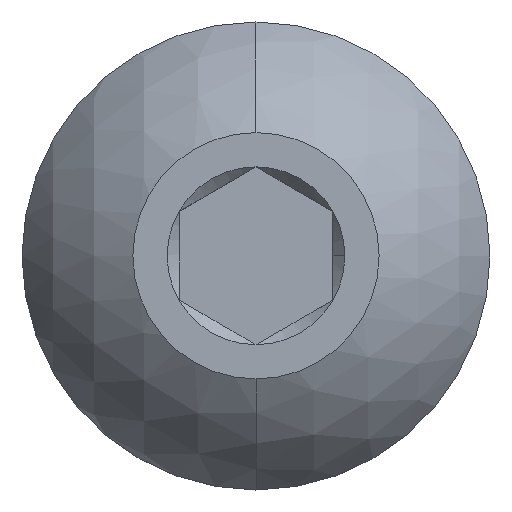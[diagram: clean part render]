
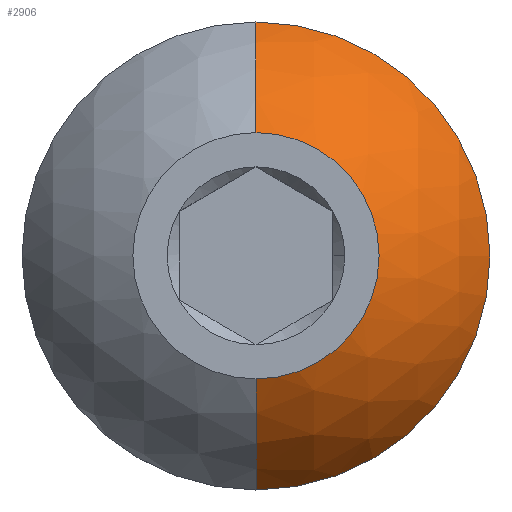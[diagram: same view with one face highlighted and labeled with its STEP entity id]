
A CAD part, top view. The second image highlights one B-rep face of the part: STEP entity #2906.
In plain terms, the highlighted spherical face has radius 4.229 mm.
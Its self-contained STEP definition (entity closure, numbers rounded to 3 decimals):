
#249 = CARTESIAN_POINT ( 'NONE',  ( 3.8, 0., -1.87 ) ) ;
#263 = CARTESIAN_POINT ( 'NONE',  ( 0., 0., -3.726 ) ) ;
#264 = DIRECTION ( 'NONE',  ( 1., 0., 0. ) ) ;
#390 = ORIENTED_EDGE ( 'NONE', *, *, #895, .T. ) ;
#415 = VERTEX_POINT ( 'NONE', #3306 ) ;
#457 = DIRECTION ( 'NONE',  ( -1., 0., 0. ) ) ;
#749 = CIRCLE ( 'NONE', #2654, 3.8 ) ;
#780 = EDGE_CURVE ( 'NONE', #1395, #3345, #2956, .T. ) ;
#832 = EDGE_LOOP ( 'NONE', ( #390, #3041, #3580, #4593, #5271 ) ) ;
#895 = EDGE_CURVE ( 'NONE', #2273, #1395, #749, .T. ) ;
#899 = CARTESIAN_POINT ( 'NONE',  ( 0., 0., -3.726 ) ) ;
#1395 = VERTEX_POINT ( 'NONE', #249 ) ;
#1612 = CIRCLE ( 'NONE', #2000, 4.229 ) ;
#1664 = VERTEX_POINT ( 'NONE', #3694 ) ;
#1788 = CARTESIAN_POINT ( 'NONE',  ( 0., 0., -1.87 ) ) ;
#1844 = EDGE_CURVE ( 'NONE', #3345, #1664, #5174, .T. ) ;
#1983 = AXIS2_PLACEMENT_3D ( 'NONE', #263, #5551, #3414 ) ;
#2000 = AXIS2_PLACEMENT_3D ( 'NONE', #899, #457, #4867 ) ;
#2204 = EDGE_CURVE ( 'NONE', #415, #1664, #5099, .T. ) ;
#2273 = VERTEX_POINT ( 'NONE', #2417 ) ;
#2320 = AXIS2_PLACEMENT_3D ( 'NONE', #4188, #2851, #4586 ) ;
#2417 = CARTESIAN_POINT ( 'NONE',  ( 0., -3.8, -1.87 ) ) ;
#2654 = AXIS2_PLACEMENT_3D ( 'NONE', #1788, #4384, #4364 ) ;
#2851 = DIRECTION ( 'NONE',  ( 0., 0., 1. ) ) ;
#2906 = ADVANCED_FACE ( 'NONE', ( #5091 ), #3232, .T. ) ;
#2940 = CARTESIAN_POINT ( 'NONE',  ( 0., 0., -3.726 ) ) ;
#2956 = CIRCLE ( 'NONE', #4669, 3.8 ) ;
#2994 = AXIS2_PLACEMENT_3D ( 'NONE', #2940, #264, #5573 ) ;
#3021 = CARTESIAN_POINT ( 'NONE',  ( 0., 3.8, -1.87 ) ) ;
#3041 = ORIENTED_EDGE ( 'NONE', *, *, #780, .T. ) ;
#3064 = DIRECTION ( 'NONE',  ( 0., 0., 1. ) ) ;
#3084 = DIRECTION ( 'NONE',  ( 1., 0., 0. ) ) ;
#3232 = SPHERICAL_SURFACE ( 'NONE', #1983, 4.229 ) ;
#3306 = CARTESIAN_POINT ( 'NONE',  ( 0., -2., 0. ) ) ;
#3345 = VERTEX_POINT ( 'NONE', #3021 ) ;
#3414 = DIRECTION ( 'NONE',  ( 0., -1., 0. ) ) ;
#3495 = CARTESIAN_POINT ( 'NONE',  ( 0., 0., -1.87 ) ) ;
#3580 = ORIENTED_EDGE ( 'NONE', *, *, #1844, .T. ) ;
#3694 = CARTESIAN_POINT ( 'NONE',  ( 0., 2., 0. ) ) ;
#4188 = CARTESIAN_POINT ( 'NONE',  ( 0., 0., 0. ) ) ;
#4364 = DIRECTION ( 'NONE',  ( 1., 0., 0. ) ) ;
#4384 = DIRECTION ( 'NONE',  ( 0., 0., 1. ) ) ;
#4586 = DIRECTION ( 'NONE',  ( 1., 0., 0. ) ) ;
#4593 = ORIENTED_EDGE ( 'NONE', *, *, #2204, .F. ) ;
#4669 = AXIS2_PLACEMENT_3D ( 'NONE', #3495, #3064, #3084 ) ;
#4867 = DIRECTION ( 'NONE',  ( 0., -1., 0. ) ) ;
#5091 = FACE_OUTER_BOUND ( 'NONE', #832, .T. ) ;
#5099 = CIRCLE ( 'NONE', #2320, 2. ) ;
#5174 = CIRCLE ( 'NONE', #2994, 4.229 ) ;
#5271 = ORIENTED_EDGE ( 'NONE', *, *, #5565, .F. ) ;
#5551 = DIRECTION ( 'NONE',  ( 1., 0., 0. ) ) ;
#5565 = EDGE_CURVE ( 'NONE', #2273, #415, #1612, .T. ) ;
#5573 = DIRECTION ( 'NONE',  ( 0., 1., 0. ) ) ;
